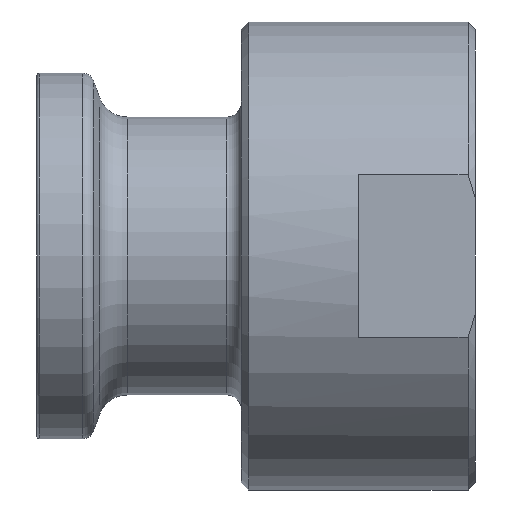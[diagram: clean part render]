
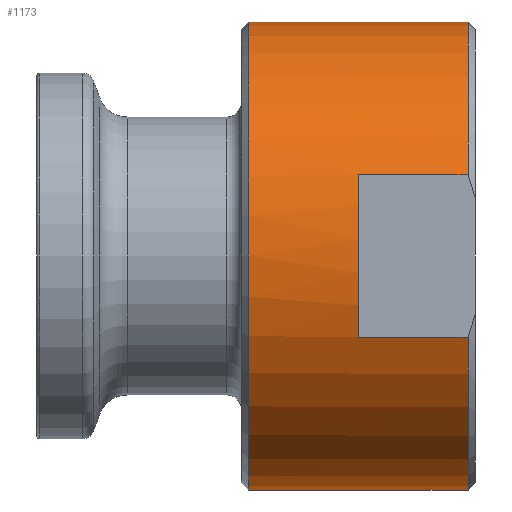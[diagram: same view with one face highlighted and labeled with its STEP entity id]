
A CAD part, front view. The second image highlights one B-rep face of the part: STEP entity #1173.
In plain terms, the highlighted cylindrical face has radius 16 mm (diameter 32 mm), a partial arc.
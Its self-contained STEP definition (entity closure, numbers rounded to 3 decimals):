
#10 = CARTESIAN_POINT ( 'NONE',  ( 29.5, -15., 5.568 ) ) ;
#12 = CARTESIAN_POINT ( 'NONE',  ( 0., -15., -5.568 ) ) ;
#44 = VERTEX_POINT ( 'NONE', #1211 ) ;
#56 = CARTESIAN_POINT ( 'NONE',  ( 14.5, 0., 16. ) ) ;
#63 = VERTEX_POINT ( 'NONE', #795 ) ;
#64 = VERTEX_POINT ( 'NONE', #460 ) ;
#78 = CIRCLE ( 'NONE', #1190, 16. ) ;
#82 = DIRECTION ( 'NONE',  ( -1., 0., 0. ) ) ;
#83 = CARTESIAN_POINT ( 'NONE',  ( 29.5, 0., -16. ) ) ;
#101 = VERTEX_POINT ( 'NONE', #348 ) ;
#112 = LINE ( 'NONE', #12, #583 ) ;
#138 = CIRCLE ( 'NONE', #326, 16. ) ;
#139 = CIRCLE ( 'NONE', #878, 16. ) ;
#150 = LINE ( 'NONE', #1273, #698 ) ;
#163 = VERTEX_POINT ( 'NONE', #10 ) ;
#168 = DIRECTION ( 'NONE',  ( 0., 0., 1. ) ) ;
#173 = CARTESIAN_POINT ( 'NONE',  ( 0., 0., 0. ) ) ;
#195 = DIRECTION ( 'NONE',  ( 1., 0., 0. ) ) ;
#240 = CARTESIAN_POINT ( 'NONE',  ( 0., 0., 16. ) ) ;
#280 = FACE_OUTER_BOUND ( 'NONE', #1065, .T. ) ;
#282 = AXIS2_PLACEMENT_3D ( 'NONE', #680, #798, #1329 ) ;
#299 = ORIENTED_EDGE ( 'NONE', *, *, #442, .T. ) ;
#305 = VECTOR ( 'NONE', #421, 1000. ) ;
#326 = AXIS2_PLACEMENT_3D ( 'NONE', #660, #82, #1102 ) ;
#339 = EDGE_CURVE ( 'NONE', #101, #626, #138, .T. ) ;
#348 = CARTESIAN_POINT ( 'NONE',  ( 14.5, 0., -16. ) ) ;
#374 = ORIENTED_EDGE ( 'NONE', *, *, #339, .F. ) ;
#421 = DIRECTION ( 'NONE',  ( -1., 0., 0. ) ) ;
#428 = CIRCLE ( 'NONE', #282, 16. ) ;
#442 = EDGE_CURVE ( 'NONE', #63, #626, #1236, .T. ) ;
#451 = EDGE_CURVE ( 'NONE', #163, #63, #428, .T. ) ;
#460 = CARTESIAN_POINT ( 'NONE',  ( 22., -15., -5.568 ) ) ;
#577 = DIRECTION ( 'NONE',  ( -1., 0., 0. ) ) ;
#583 = VECTOR ( 'NONE', #577, 1000. ) ;
#626 = VERTEX_POINT ( 'NONE', #56 ) ;
#644 = DIRECTION ( 'NONE',  ( 0., 0., 1. ) ) ;
#651 = DIRECTION ( 'NONE',  ( -1., 0., 0. ) ) ;
#660 = CARTESIAN_POINT ( 'NONE',  ( 14.5, 0., 0. ) ) ;
#680 = CARTESIAN_POINT ( 'NONE',  ( 29.5, 0., 0. ) ) ;
#687 = EDGE_CURVE ( 'NONE', #1249, #101, #1199, .T. ) ;
#698 = VECTOR ( 'NONE', #1171, 1000. ) ;
#701 = EDGE_CURVE ( 'NONE', #1249, #1276, #78, .T. ) ;
#704 = ORIENTED_EDGE ( 'NONE', *, *, #762, .F. ) ;
#742 = VECTOR ( 'NONE', #785, 1000. ) ;
#743 = CYLINDRICAL_SURFACE ( 'NONE', #1396, 16. ) ;
#762 = EDGE_CURVE ( 'NONE', #44, #64, #139, .T. ) ;
#766 = CARTESIAN_POINT ( 'NONE',  ( 0., 0., -16. ) ) ;
#785 = DIRECTION ( 'NONE',  ( -1., 0., 0. ) ) ;
#795 = CARTESIAN_POINT ( 'NONE',  ( 29.5, 0., 16. ) ) ;
#798 = DIRECTION ( 'NONE',  ( -1., 0., 0. ) ) ;
#878 = AXIS2_PLACEMENT_3D ( 'NONE', #1391, #195, #1186 ) ;
#888 = CARTESIAN_POINT ( 'NONE',  ( 29.5, 0., 0. ) ) ;
#908 = CARTESIAN_POINT ( 'NONE',  ( 29.5, -15., -5.568 ) ) ;
#919 = ORIENTED_EDGE ( 'NONE', *, *, #451, .T. ) ;
#950 = ORIENTED_EDGE ( 'NONE', *, *, #701, .T. ) ;
#960 = ORIENTED_EDGE ( 'NONE', *, *, #687, .F. ) ;
#989 = ORIENTED_EDGE ( 'NONE', *, *, #1330, .T. ) ;
#1065 = EDGE_LOOP ( 'NONE', ( #960, #950, #989, #704, #1240, #919, #299, #374 ) ) ;
#1102 = DIRECTION ( 'NONE',  ( 0., 0., 1. ) ) ;
#1167 = DIRECTION ( 'NONE',  ( -1., 0., 0. ) ) ;
#1171 = DIRECTION ( 'NONE',  ( 1., 0., 0. ) ) ;
#1173 = ADVANCED_FACE ( 'NONE', ( #280 ), #743, .T. ) ;
#1186 = DIRECTION ( 'NONE',  ( 0., 0., -1. ) ) ;
#1190 = AXIS2_PLACEMENT_3D ( 'NONE', #888, #651, #644 ) ;
#1199 = LINE ( 'NONE', #766, #305 ) ;
#1211 = CARTESIAN_POINT ( 'NONE',  ( 22., -15., 5.568 ) ) ;
#1236 = LINE ( 'NONE', #240, #742 ) ;
#1240 = ORIENTED_EDGE ( 'NONE', *, *, #1346, .T. ) ;
#1249 = VERTEX_POINT ( 'NONE', #83 ) ;
#1273 = CARTESIAN_POINT ( 'NONE',  ( 0., -15., 5.568 ) ) ;
#1276 = VERTEX_POINT ( 'NONE', #908 ) ;
#1329 = DIRECTION ( 'NONE',  ( 0., 0., 1. ) ) ;
#1330 = EDGE_CURVE ( 'NONE', #1276, #64, #112, .T. ) ;
#1346 = EDGE_CURVE ( 'NONE', #44, #163, #150, .T. ) ;
#1391 = CARTESIAN_POINT ( 'NONE',  ( 22., 0., 0. ) ) ;
#1396 = AXIS2_PLACEMENT_3D ( 'NONE', #173, #1167, #168 ) ;
